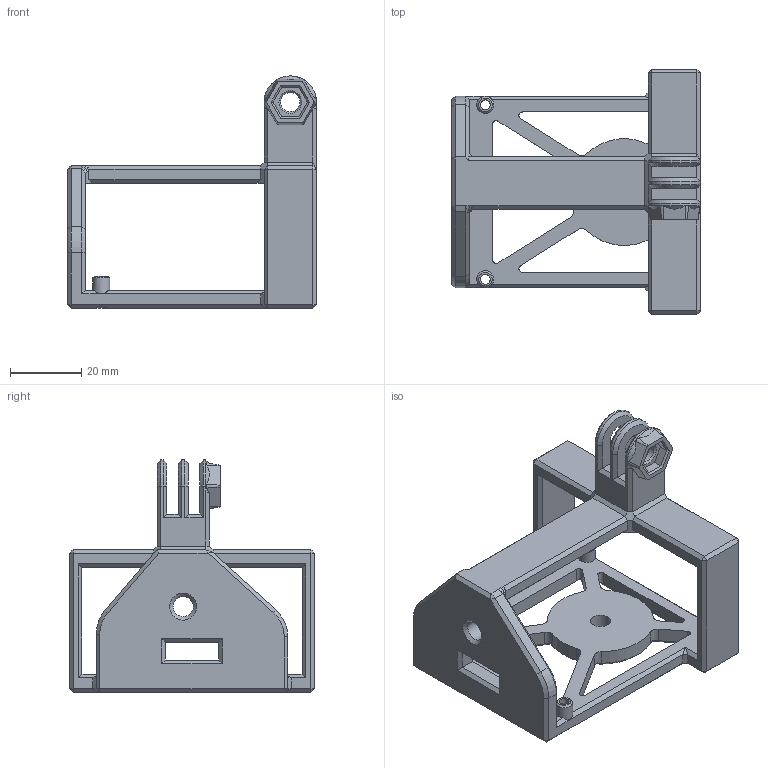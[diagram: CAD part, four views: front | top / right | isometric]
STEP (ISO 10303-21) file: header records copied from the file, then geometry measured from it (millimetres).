
FILE_DESCRIPTION(/* description */ (''),/* implementation_level */ '2;1');
FILE_NAME(/* name */ 'Babycam_case v14.step',/* time_stamp */ '2024-10-19T08:43:49+02:00',/* author */ (''),/* organization */ (''),/* preprocessor_version */ 'ST-DEVELOPER v20',/* originating_system */ 'Autodesk Translation Framework v13.20.0.188',/* authorisation */ '');
FILE_SCHEMA (('AUTOMOTIVE_DESIGN { 1 0 10303 214 3 1 1 }'));
Length unit declared in the file: millimetre
Products named in the file (2): Babycam_case; Babycase_bot
Assembly tree (1 placements, depth 2):
  Babycam_case
    Babycase_bot
Bounding box: 69.9 x 68.8 x 65.2 mm (x, y, z)
Volume: 34398.9 mm3; surface area: 19821.6 mm2
Topology: 1 solids, 1 shells, 262 faces, 677 edges, 408 vertices
Faces by surface type: plane 179, cylinder 38, cone 38, bspline 7
Full cylindrical faces by diameter (mm): 2.75 x4, 4.8 x4, 5.4 x3, 5.6 x2
Entity records: 8170 total; most frequent: CARTESIAN_POINT 1799, ORIENTED_EDGE 1354, DIRECTION 1268, EDGE_CURVE 677, LINE 474, VECTOR 474, VERTEX_POINT 408, AXIS2_PLACEMENT_3D 397
